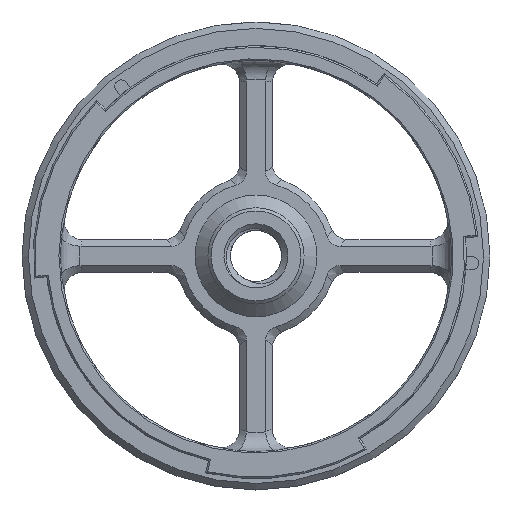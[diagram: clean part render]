
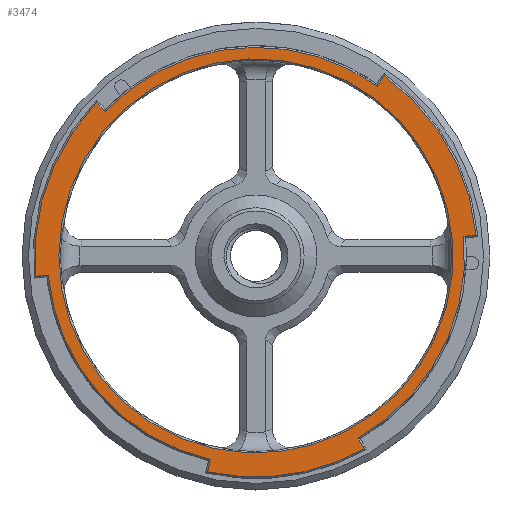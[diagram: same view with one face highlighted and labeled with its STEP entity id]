
A CAD part, top view. The second image highlights one B-rep face of the part: STEP entity #3474.
In plain terms, the highlighted planar face has unit normal (0, 0, 1).
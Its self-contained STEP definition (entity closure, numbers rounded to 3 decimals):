
#88=PLANE('',#3677);
#166=LINE('',#6498,#308);
#167=LINE('',#6512,#309);
#168=LINE('',#6521,#310);
#169=LINE('',#6535,#311);
#170=LINE('',#6549,#312);
#171=LINE('',#6563,#313);
#308=VECTOR('',#4055,1000.);
#309=VECTOR('',#4062,1000.);
#310=VECTOR('',#4069,1000.);
#311=VECTOR('',#4076,1000.);
#312=VECTOR('',#4083,1000.);
#313=VECTOR('',#4090,1000.);
#804=ORIENTED_EDGE('',*,*,#1473,.T.);
#805=ORIENTED_EDGE('',*,*,#1471,.T.);
#806=ORIENTED_EDGE('',*,*,#1469,.T.);
#807=ORIENTED_EDGE('',*,*,#1467,.T.);
#808=ORIENTED_EDGE('',*,*,#1465,.T.);
#809=ORIENTED_EDGE('',*,*,#1463,.T.);
#810=ORIENTED_EDGE('',*,*,#1461,.T.);
#811=ORIENTED_EDGE('',*,*,#1459,.T.);
#812=ORIENTED_EDGE('',*,*,#1458,.T.);
#813=ORIENTED_EDGE('',*,*,#1456,.T.);
#814=ORIENTED_EDGE('',*,*,#1454,.T.);
#815=ORIENTED_EDGE('',*,*,#1452,.T.);
#816=ORIENTED_EDGE('',*,*,#1475,.T.);
#1452=EDGE_CURVE('',#1797,#1798,#166,.T.);
#1454=EDGE_CURVE('',#1799,#1797,#1979,.F.);
#1456=EDGE_CURVE('',#1800,#1799,#167,.T.);
#1458=EDGE_CURVE('',#1801,#1800,#1980,.F.);
#1459=EDGE_CURVE('',#1802,#1801,#168,.T.);
#1461=EDGE_CURVE('',#1803,#1802,#1981,.F.);
#1463=EDGE_CURVE('',#1804,#1803,#169,.T.);
#1465=EDGE_CURVE('',#1805,#1804,#1982,.F.);
#1467=EDGE_CURVE('',#1806,#1805,#170,.T.);
#1469=EDGE_CURVE('',#1807,#1806,#1983,.F.);
#1471=EDGE_CURVE('',#1808,#1807,#171,.T.);
#1473=EDGE_CURVE('',#1798,#1808,#1984,.F.);
#1475=EDGE_CURVE('',#1810,#1810,#1986,.T.);
#1797=VERTEX_POINT('',#6492);
#1798=VERTEX_POINT('',#6497);
#1799=VERTEX_POINT('',#6504);
#1800=VERTEX_POINT('',#6511);
#1801=VERTEX_POINT('',#6518);
#1802=VERTEX_POINT('',#6522);
#1803=VERTEX_POINT('',#6529);
#1804=VERTEX_POINT('',#6536);
#1805=VERTEX_POINT('',#6543);
#1806=VERTEX_POINT('',#6550);
#1807=VERTEX_POINT('',#6557);
#1808=VERTEX_POINT('',#6564);
#1810=VERTEX_POINT('',#6576);
#1979=CIRCLE('',#3659,34.5);
#1980=CIRCLE('',#3662,32.55);
#1981=CIRCLE('',#3665,34.5);
#1982=CIRCLE('',#3668,32.55);
#1983=CIRCLE('',#3671,34.5);
#1984=CIRCLE('',#3674,32.55);
#1986=CIRCLE('',#3678,30.75);
#2102=EDGE_LOOP('',(#804,#805,#806,#807,#808,#809,#810,#811,#812,#813,#814,
#815));
#2103=EDGE_LOOP('',(#816));
#2268=FACE_BOUND('',#2102,.T.);
#2269=FACE_BOUND('',#2103,.T.);
#3474=ADVANCED_FACE('',(#2268,#2269),#88,.F.);
#3659=AXIS2_PLACEMENT_3D('',#6505,#4058,#4059);
#3662=AXIS2_PLACEMENT_3D('',#6519,#4065,#4066);
#3665=AXIS2_PLACEMENT_3D('',#6528,#4072,#4073);
#3668=AXIS2_PLACEMENT_3D('',#6542,#4079,#4080);
#3671=AXIS2_PLACEMENT_3D('',#6556,#4086,#4087);
#3674=AXIS2_PLACEMENT_3D('',#6570,#4093,#4094);
#3677=AXIS2_PLACEMENT_3D('',#6574,#4099,#4100);
#3678=AXIS2_PLACEMENT_3D('',#6575,#4101,#4102);
#4055=DIRECTION('',(-0.496,0.868,0.));
#4058=DIRECTION('',(0.,0.,-1.));
#4059=DIRECTION('',(-1.,0.,0.));
#4062=DIRECTION('',(-0.226,-0.974,0.));
#4065=DIRECTION('',(0.,0.,-1.));
#4066=DIRECTION('',(-1.,0.,0.));
#4069=DIRECTION('',(0.995,0.099,0.));
#4072=DIRECTION('',(0.,0.,-1.));
#4073=DIRECTION('',(-1.,0.,0.));
#4076=DIRECTION('',(-0.716,0.698,0.));
#4079=DIRECTION('',(0.,0.,-1.));
#4080=DIRECTION('',(-1.,0.,0.));
#4083=DIRECTION('',(-0.575,-0.818,0.));
#4086=DIRECTION('',(0.,0.,-1.));
#4087=DIRECTION('',(-1.,0.,0.));
#4090=DIRECTION('',(0.996,0.086,0.));
#4093=DIRECTION('',(0.,0.,-1.));
#4094=DIRECTION('',(-1.,0.,0.));
#4099=DIRECTION('',(0.,0.,-1.));
#4100=DIRECTION('',(-1.,0.,0.));
#4101=DIRECTION('',(0.,0.,-1.));
#4102=DIRECTION('',(-1.,0.,0.));
#6492=CARTESIAN_POINT('',(16.888,-30.084,-35.95));
#6497=CARTESIAN_POINT('',(15.921,-28.391,-35.95));
#6498=CARTESIAN_POINT('',(-0.217,-0.124,-35.95));
#6504=CARTESIAN_POINT('',(-7.545,-33.665,-35.95));
#6505=CARTESIAN_POINT('',(0.,0.,-35.95));
#6511=CARTESIAN_POINT('',(-7.104,-31.765,-35.95));
#6512=CARTESIAN_POINT('',(0.244,-0.056,-35.95));
#6518=CARTESIAN_POINT('',(-32.413,-2.98,-35.95));
#6519=CARTESIAN_POINT('',(0.,0.,-35.95));
#6521=CARTESIAN_POINT('',(-0.025,0.249,-35.95));
#6522=CARTESIAN_POINT('',(-34.354,-3.174,-35.95));
#6528=CARTESIAN_POINT('',(0.,0.,-35.95));
#6529=CARTESIAN_POINT('',(-24.875,23.906,-35.95));
#6535=CARTESIAN_POINT('',(-0.175,-0.179,-35.95));
#6536=CARTESIAN_POINT('',(-23.479,22.544,-35.95));
#6542=CARTESIAN_POINT('',(0.,0.,-35.95));
#6543=CARTESIAN_POINT('',(18.911,26.493,-35.95));
#6549=CARTESIAN_POINT('',(0.205,-0.144,-35.95));
#6550=CARTESIAN_POINT('',(20.032,28.089,-35.95));
#6556=CARTESIAN_POINT('',(0.,0.,-35.95));
#6557=CARTESIAN_POINT('',(34.348,3.23,-35.95));
#6563=CARTESIAN_POINT('',(-0.022,0.249,-35.95));
#6564=CARTESIAN_POINT('',(32.406,3.062,-35.95));
#6570=CARTESIAN_POINT('',(0.,0.,-35.95));
#6574=CARTESIAN_POINT('',(0.,0.,-35.95));
#6575=CARTESIAN_POINT('',(0.,0.,-35.95));
#6576=CARTESIAN_POINT('',(-30.75,0.,-35.95));
